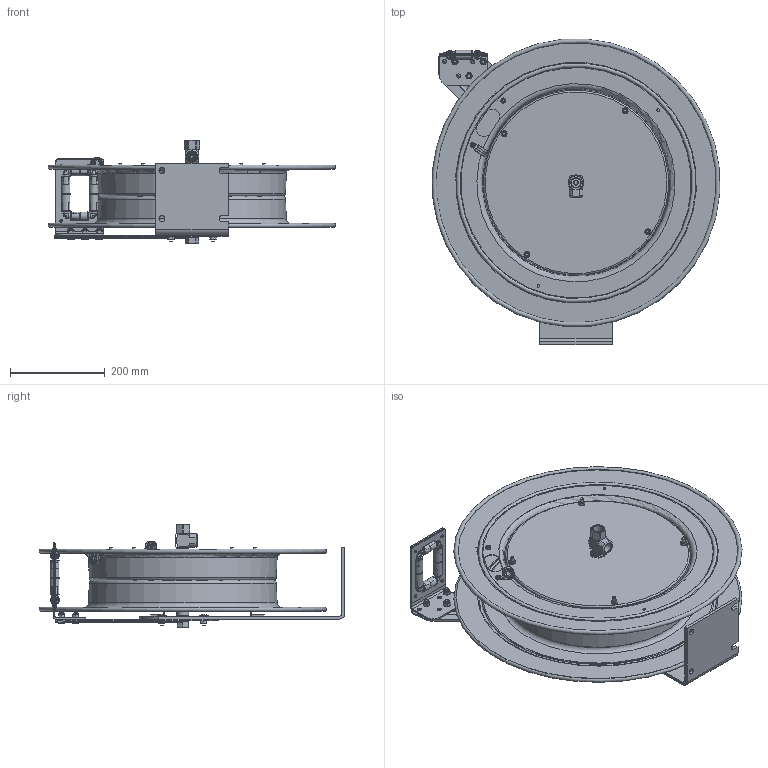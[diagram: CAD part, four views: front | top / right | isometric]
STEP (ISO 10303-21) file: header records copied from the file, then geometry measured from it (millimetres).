
FILE_DESCRIPTION(/* description */ (''),/* implementation_level */ '2;1');
FILE_NAME(/* name */ 'SHL-N-4100_SHARED.stp',/* time_stamp */ '2020-01-28T13:31:53-07:00',/* author */ ('NMelton'),/* organization */ (''),/* preprocessor_version */ 'ST-DEVELOPER v17',/* originating_system */ 'Autodesk Inventor 2019',/* authorisation */ '');
FILE_SCHEMA (('AUTOMOTIVE_DESIGN { 1 0 10303 214 3 1 1 }'));
Products named in the file (1): SHL-N-4100_SHARED
Bounding box: 607.9 x 646.85 x 219.46 mm (x, y, z)
Surface area: 1774068.6 mm2 (no closed solid volume)
Topology: 0 solids, 151 shells, 2101 faces, 9472 edges, 7291 vertices
Faces by surface type: plane 1017, cylinder 577, bspline 240, cone 174, torus 76, sphere 17
Full cylindrical faces by diameter (mm): 2.54 x1, 3.048 x1, 4.699 x4, 4.826 x2, 4.978 x4, 5.588 x3, 6.35 x8, 7.112 x1, 7.938 x3, 8.636 x7, 10.414 x1, 11.43 x3, 12.192 x7, 12.7 x2, 14.224 x1, 15.875 x1, 17.882 x1, 19.05 x7, 19.304 x1, 20.574 x2, 20.625 x1, 25.362 x1, 28.448 x1, 31.623 x1, 33.274 x1, 390.388 x1
Entity records: 103500 total; most frequent: CARTESIAN_POINT 29483, DIRECTION 13579, ORIENTED_EDGE 13530, EDGE_CURVE 9457, VERTEX_POINT 7291, LINE 5077, VECTOR 5077, AXIS2_PLACEMENT_3D 4251
